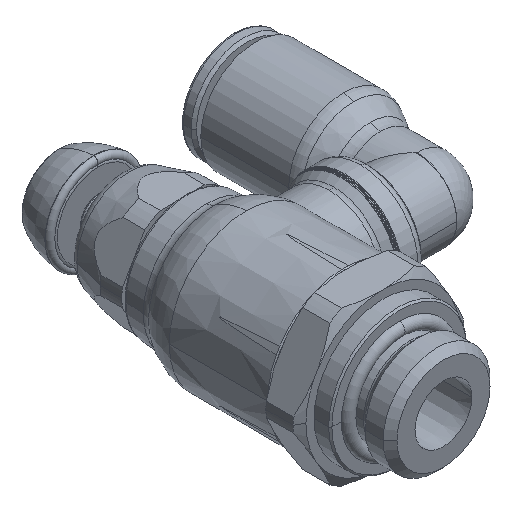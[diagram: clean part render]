
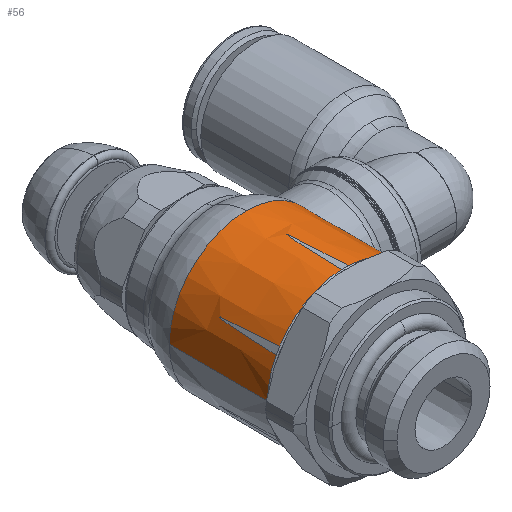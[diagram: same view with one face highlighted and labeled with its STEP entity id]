
A CAD part, isometric view. The second image highlights one B-rep face of the part: STEP entity #56.
In plain terms, the highlighted conical face has half-angle 0.08 degrees and reference radius 9.502 mm.
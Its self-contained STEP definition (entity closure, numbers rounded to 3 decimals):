
#56=ADVANCED_FACE('',(#269),#270,.T.);
#269=FACE_OUTER_BOUND('',#693,.T.);
#270=CONICAL_SURFACE('',#694,9.502,0.001);
#693=EDGE_LOOP('',(#1178,#1179,#1180,#1181,#1182,#1183,#1184,#1185,#1186,#1187,#1188,#1189));
#694=AXIS2_PLACEMENT_3D('',#1190,#1191,#1192);
#1178=ORIENTED_EDGE('',*,*,#2775,.F.);
#1179=ORIENTED_EDGE('',*,*,#2776,.T.);
#1180=ORIENTED_EDGE('',*,*,#2777,.F.);
#1181=ORIENTED_EDGE('',*,*,#2778,.T.);
#1182=ORIENTED_EDGE('',*,*,#2779,.F.);
#1183=ORIENTED_EDGE('',*,*,#2780,.T.);
#1184=ORIENTED_EDGE('',*,*,#2781,.F.);
#1185=ORIENTED_EDGE('',*,*,#2782,.T.);
#1186=ORIENTED_EDGE('',*,*,#2783,.F.);
#1187=ORIENTED_EDGE('',*,*,#2784,.T.);
#1188=ORIENTED_EDGE('',*,*,#2773,.F.);
#1189=ORIENTED_EDGE('',*,*,#2785,.F.);
#1190=CARTESIAN_POINT('',(0.0,18.252,0.0));
#1191=DIRECTION('',(-0.0,-1.0,-0.0));
#1192=DIRECTION('',(-1.0,0.0,0.0));
#2773=EDGE_CURVE('',#3354,#3356,#3357,.T.);
#2775=EDGE_CURVE('',#3359,#3360,#3361,.T.);
#2776=EDGE_CURVE('',#3359,#3362,#3363,.T.);
#2777=EDGE_CURVE('',#3364,#3362,#3365,.T.);
#2778=EDGE_CURVE('',#3364,#3366,#3367,.T.);
#2779=EDGE_CURVE('',#3368,#3366,#3369,.T.);
#2780=EDGE_CURVE('',#3368,#3370,#3371,.T.);
#2781=EDGE_CURVE('',#3372,#3370,#3373,.T.);
#2782=EDGE_CURVE('',#3372,#3374,#3375,.T.);
#2783=EDGE_CURVE('',#3376,#3374,#3377,.T.);
#2784=EDGE_CURVE('',#3376,#3356,#3378,.T.);
#2785=EDGE_CURVE('',#3360,#3354,#3379,.T.);
#3354=VERTEX_POINT('',#4261);
#3356=VERTEX_POINT('',#4263);
#3357=CIRCLE('',#4264,9.493);
#3359=VERTEX_POINT('',#4297);
#3360=VERTEX_POINT('',#4298);
#3361=LINE('',#4299,#4300);
#3362=VERTEX_POINT('',#4301);
#3363=CIRCLE('',#4302,9.51);
#3364=VERTEX_POINT('',#4303);
#3365=(B_SPLINE_CURVE(2,(#4305,#4306,#4307),.UNSPECIFIED.,.F.,.F.)B_SPLINE_CURVE_WITH_KNOTS((3,3),(0.0,14.326),.UNSPECIFIED.)RATIONAL_B_SPLINE_CURVE((1.0,1.001,1.0))BOUNDED_CURVE()REPRESENTATION_ITEM('')GEOMETRIC_REPRESENTATION_ITEM()CURVE());
#3366=VERTEX_POINT('',#4314);
#3367=CIRCLE('',#4315,9.51);
#3368=VERTEX_POINT('',#4316);
#3369=(B_SPLINE_CURVE(2,(#4318,#4319,#4320),.UNSPECIFIED.,.F.,.F.)B_SPLINE_CURVE_WITH_KNOTS((3,3),(0.0,14.326),.UNSPECIFIED.)RATIONAL_B_SPLINE_CURVE((1.0,1.001,1.0))BOUNDED_CURVE()REPRESENTATION_ITEM('')GEOMETRIC_REPRESENTATION_ITEM()CURVE());
#3370=VERTEX_POINT('',#4327);
#3371=CIRCLE('',#4328,9.51);
#3372=VERTEX_POINT('',#4329);
#3373=(B_SPLINE_CURVE(2,(#4331,#4332,#4333),.UNSPECIFIED.,.F.,.F.)B_SPLINE_CURVE_WITH_KNOTS((3,3),(0.0,14.326),.UNSPECIFIED.)RATIONAL_B_SPLINE_CURVE((1.0,1.001,1.0))BOUNDED_CURVE()REPRESENTATION_ITEM('')GEOMETRIC_REPRESENTATION_ITEM()CURVE());
#3374=VERTEX_POINT('',#4340);
#3375=CIRCLE('',#4341,9.51);
#3376=VERTEX_POINT('',#4342);
#3377=LINE('',#4343,#4344);
#3378=B_SPLINE_CURVE_WITH_KNOTS('',3,(#4345,#4346,#4347,#4348,#4349,#4350,#4351,#4352,#4353,#4354,#4355,#4356,#4357,#4358,#4359,#4360,#4361,#4362,#4363,#4364,#4365,#4366,#4367,#4368,#4369,#4370,#4371,#4372,#4373,#4374,#4375,#4376,#4377,#4378,#4379,#4380,#4381,#4382,#4383,#4384,#4385,#4386,#4387),.UNSPECIFIED.,.F.,.F.,(4,2,3,2,2,2,2,2,2,2,2,2,2,2,2,2,2,2,2,2,4),(-2.459,-1.23,0.0,1.232,2.464,3.696,4.928,6.147,7.366,8.585,9.804,11.023,12.242,13.461,14.68,15.912,17.144,18.376,19.608,20.837,22.067),.UNSPECIFIED.);
#3379=CIRCLE('',#4388,9.493);
#4261=CARTESIAN_POINT('',(0.,24.318,9.493));
#4263=CARTESIAN_POINT('',(7.151,24.318,6.244));
#4264=AXIS2_PLACEMENT_3D('',#5992,#5993,#5994);
#4297=CARTESIAN_POINT('',(-9.51,12.185,0.));
#4298=CARTESIAN_POINT('',(-9.493,24.318,0.));
#4299=CARTESIAN_POINT('',(-9.502,18.252,0.));
#4300=VECTOR('',#5995,1.0);
#4301=CARTESIAN_POINT('',(-8.445,12.185,4.372));
#4302=AXIS2_PLACEMENT_3D('',#5996,#5997,#5998);
#4303=CARTESIAN_POINT('',(-8.009,12.185,5.128));
#4305=CARTESIAN_POINT('',(-8.009,12.185,5.128));
#4306=CARTESIAN_POINT('',(-8.227,26.477,4.75));
#4307=CARTESIAN_POINT('',(-8.445,12.185,4.372));
#4314=CARTESIAN_POINT('',(-0.436,12.185,9.5));
#4315=AXIS2_PLACEMENT_3D('',#5999,#6000,#6001);
#4316=CARTESIAN_POINT('',(0.436,12.185,9.5));
#4318=CARTESIAN_POINT('',(0.436,12.185,9.5));
#4319=CARTESIAN_POINT('',(0.,26.477,9.5));
#4320=CARTESIAN_POINT('',(-0.436,12.185,9.5));
#4327=CARTESIAN_POINT('',(8.009,12.185,5.128));
#4328=AXIS2_PLACEMENT_3D('',#6002,#6003,#6004);
#4329=CARTESIAN_POINT('',(8.445,12.185,4.372));
#4331=CARTESIAN_POINT('',(8.445,12.185,4.372));
#4332=CARTESIAN_POINT('',(8.227,26.477,4.75));
#4333=CARTESIAN_POINT('',(8.009,12.185,5.128));
#4340=CARTESIAN_POINT('',(9.51,12.185,0.));
#4341=AXIS2_PLACEMENT_3D('',#6005,#6006,#6007);
#4342=CARTESIAN_POINT('',(9.501,18.35,0.));
#4343=CARTESIAN_POINT('',(9.502,18.252,0.));
#4344=VECTOR('',#6008,1.0);
#4345=CARTESIAN_POINT('',(7.543,27.032,-5.758));
#4346=CARTESIAN_POINT('',(7.421,26.651,-5.918));
#4347=CARTESIAN_POINT('',(7.319,26.25,-6.043));
#4348=CARTESIAN_POINT('',(7.18,25.432,-6.208));
#4349=CARTESIAN_POINT('',(7.144,25.016,-6.25));
#4350=CARTESIAN_POINT('',(7.145,24.606,-6.25));
#4351=CARTESIAN_POINT('',(7.145,24.195,-6.25));
#4352=CARTESIAN_POINT('',(7.182,23.778,-6.21));
#4353=CARTESIAN_POINT('',(7.323,22.959,-6.045));
#4354=CARTESIAN_POINT('',(7.426,22.557,-5.921));
#4355=CARTESIAN_POINT('',(7.672,21.794,-5.6));
#4356=CARTESIAN_POINT('',(7.816,21.431,-5.402));
#4357=CARTESIAN_POINT('',(8.111,20.762,-4.949));
#4358=CARTESIAN_POINT('',(8.264,20.455,-4.693));
#4359=CARTESIAN_POINT('',(8.549,19.913,-4.152));
#4360=CARTESIAN_POINT('',(8.693,19.658,-3.847));
#4361=CARTESIAN_POINT('',(8.96,19.203,-3.178));
#4362=CARTESIAN_POINT('',(9.083,19.004,-2.814));
#4363=CARTESIAN_POINT('',(9.286,18.68,-2.046));
#4364=CARTESIAN_POINT('',(9.367,18.555,-1.643));
#4365=CARTESIAN_POINT('',(9.475,18.39,-0.823));
#4366=CARTESIAN_POINT('',(9.501,18.35,-0.406));
#4367=CARTESIAN_POINT('',(9.501,18.35,0.406));
#4368=CARTESIAN_POINT('',(9.475,18.39,0.823));
#4369=CARTESIAN_POINT('',(9.367,18.555,1.643));
#4370=CARTESIAN_POINT('',(9.286,18.68,2.046));
#4371=CARTESIAN_POINT('',(9.083,19.004,2.814));
#4372=CARTESIAN_POINT('',(8.96,19.203,3.178));
#4373=CARTESIAN_POINT('',(8.693,19.658,3.847));
#4374=CARTESIAN_POINT('',(8.549,19.913,4.152));
#4375=CARTESIAN_POINT('',(8.264,20.455,4.693));
#4376=CARTESIAN_POINT('',(8.111,20.762,4.949));
#4377=CARTESIAN_POINT('',(7.816,21.431,5.402));
#4378=CARTESIAN_POINT('',(7.672,21.794,5.6));
#4379=CARTESIAN_POINT('',(7.426,22.557,5.921));
#4380=CARTESIAN_POINT('',(7.323,22.959,6.045));
#4381=CARTESIAN_POINT('',(7.182,23.778,6.21));
#4382=CARTESIAN_POINT('',(7.145,24.195,6.25));
#4383=CARTESIAN_POINT('',(7.144,25.016,6.25));
#4384=CARTESIAN_POINT('',(7.18,25.432,6.208));
#4385=CARTESIAN_POINT('',(7.319,26.25,6.043));
#4386=CARTESIAN_POINT('',(7.421,26.651,5.918));
#4387=CARTESIAN_POINT('',(7.543,27.032,5.758));
#4388=AXIS2_PLACEMENT_3D('',#6009,#6010,#6011);
#5992=CARTESIAN_POINT('',(0.0,24.318,0.0));
#5993=DIRECTION('',(0.0,1.0,0.0));
#5994=DIRECTION('',(-1.0,0.0,0.0));
#5995=DIRECTION('',(0.001,1.,0.));
#5996=CARTESIAN_POINT('',(0.0,12.185,0.0));
#5997=DIRECTION('',(0.0,1.0,0.0));
#5998=DIRECTION('',(-1.0,0.0,0.0));
#5999=CARTESIAN_POINT('',(0.0,12.185,0.0));
#6000=DIRECTION('',(0.0,1.0,0.0));
#6001=DIRECTION('',(-1.0,0.0,0.0));
#6002=CARTESIAN_POINT('',(0.0,12.185,0.0));
#6003=DIRECTION('',(0.0,1.0,0.0));
#6004=DIRECTION('',(-1.0,0.0,0.0));
#6005=CARTESIAN_POINT('',(0.0,12.185,0.0));
#6006=DIRECTION('',(0.0,1.0,0.0));
#6007=DIRECTION('',(-1.0,0.0,0.0));
#6008=DIRECTION('',(0.001,-1.,0.));
#6009=CARTESIAN_POINT('',(0.0,24.318,0.0));
#6010=DIRECTION('',(0.0,1.0,0.0));
#6011=DIRECTION('',(-1.0,0.0,0.0));
